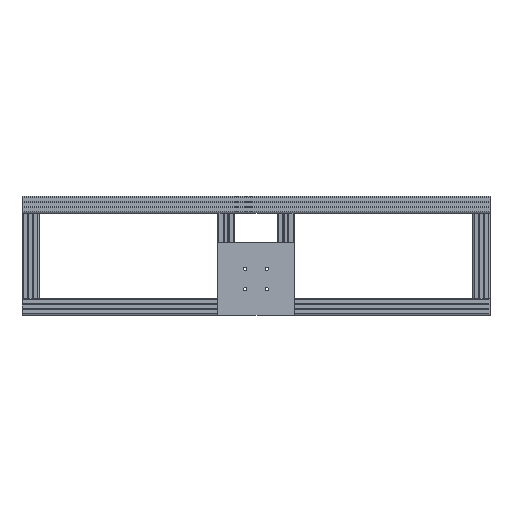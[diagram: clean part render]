
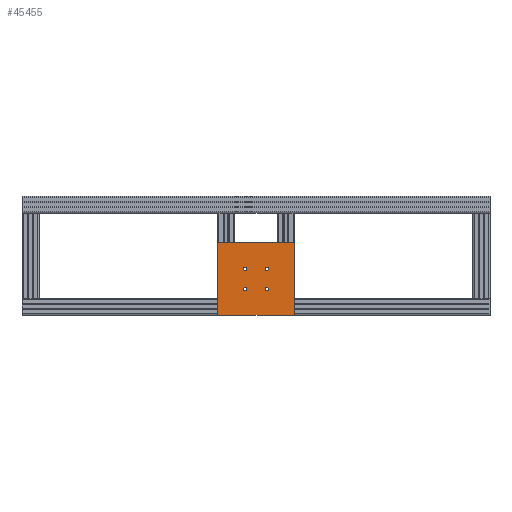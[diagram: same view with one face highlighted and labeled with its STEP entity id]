
A CAD part, front view. The second image highlights one B-rep face of the part: STEP entity #45455.
In plain terms, the highlighted planar face has unit normal (0, -1, 0).
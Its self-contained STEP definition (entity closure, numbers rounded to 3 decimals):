
#15=FACE_BOUND('',#3708,.T.);
#16=FACE_BOUND('',#3709,.T.);
#17=FACE_BOUND('',#3710,.T.);
#18=FACE_BOUND('',#3711,.T.);
#159=CIRCLE('',#47940,2.);
#161=CIRCLE('',#47943,2.);
#163=CIRCLE('',#47946,2.);
#165=CIRCLE('',#47949,2.);
#1229=FACE_OUTER_BOUND('',#3707,.T.);
#3707=EDGE_LOOP('',(#29791,#29792,#29793,#29794));
#3708=EDGE_LOOP('',(#29795));
#3709=EDGE_LOOP('',(#29796));
#3710=EDGE_LOOP('',(#29797));
#3711=EDGE_LOOP('',(#29798));
#6375=LINE('',#63741,#12513);
#6387=LINE('',#63765,#12525);
#6394=LINE('',#63778,#12532);
#6396=LINE('',#63782,#12534);
#12513=VECTOR('',#51239,10.);
#12525=VECTOR('',#51253,10.);
#12532=VECTOR('',#51262,10.);
#12534=VECTOR('',#51266,10.);
#18621=VERTEX_POINT('',#63711);
#18623=VERTEX_POINT('',#63717);
#18625=VERTEX_POINT('',#63723);
#18627=VERTEX_POINT('',#63729);
#18631=VERTEX_POINT('',#63738);
#18632=VERTEX_POINT('',#63740);
#18643=VERTEX_POINT('',#63763);
#18648=VERTEX_POINT('',#63776);
#22873=EDGE_CURVE('',#18621,#18621,#159,.T.);
#22876=EDGE_CURVE('',#18623,#18623,#161,.T.);
#22879=EDGE_CURVE('',#18625,#18625,#163,.T.);
#22882=EDGE_CURVE('',#18627,#18627,#165,.T.);
#22887=EDGE_CURVE('',#18631,#18632,#6375,.T.);
#22899=EDGE_CURVE('',#18643,#18631,#6387,.T.);
#22906=EDGE_CURVE('',#18648,#18643,#6394,.T.);
#22908=EDGE_CURVE('',#18632,#18648,#6396,.T.);
#29791=ORIENTED_EDGE('',*,*,#22908,.F.);
#29792=ORIENTED_EDGE('',*,*,#22887,.F.);
#29793=ORIENTED_EDGE('',*,*,#22899,.F.);
#29794=ORIENTED_EDGE('',*,*,#22906,.F.);
#29795=ORIENTED_EDGE('',*,*,#22882,.F.);
#29796=ORIENTED_EDGE('',*,*,#22879,.F.);
#29797=ORIENTED_EDGE('',*,*,#22876,.F.);
#29798=ORIENTED_EDGE('',*,*,#22873,.F.);
#43319=PLANE('',#47955);
#45455=ADVANCED_FACE('',(#1229,#15,#16,#17,#18),#43319,.F.);
#47940=AXIS2_PLACEMENT_3D('',#63712,#51209,#51210);
#47943=AXIS2_PLACEMENT_3D('',#63718,#51216,#51217);
#47946=AXIS2_PLACEMENT_3D('',#63724,#51223,#51224);
#47949=AXIS2_PLACEMENT_3D('',#63730,#51230,#51231);
#47955=AXIS2_PLACEMENT_3D('',#63790,#51271,#51272);
#51209=DIRECTION('center_axis',(0.,-1.,0.));
#51210=DIRECTION('ref_axis',(-1.,0.,0.));
#51216=DIRECTION('center_axis',(0.,-1.,0.));
#51217=DIRECTION('ref_axis',(-1.,0.,0.));
#51223=DIRECTION('center_axis',(0.,-1.,0.));
#51224=DIRECTION('ref_axis',(-1.,0.,0.));
#51230=DIRECTION('center_axis',(0.,-1.,0.));
#51231=DIRECTION('ref_axis',(-1.,0.,0.));
#51239=DIRECTION('',(1.,0.,0.));
#51253=DIRECTION('',(0.,0.,1.));
#51262=DIRECTION('',(-1.,0.,0.));
#51266=DIRECTION('',(0.,0.,-1.));
#51271=DIRECTION('center_axis',(0.,1.,0.));
#51272=DIRECTION('ref_axis',(-1.,0.,0.));
#63711=CARTESIAN_POINT('',(-219.529,-23.,-60.965));
#63712=CARTESIAN_POINT('Origin',(-221.529,-23.,-60.965));
#63717=CARTESIAN_POINT('',(-244.974,-23.,-36.933));
#63718=CARTESIAN_POINT('Origin',(-246.974,-23.,-36.933));
#63723=CARTESIAN_POINT('',(-244.974,-23.,-60.965));
#63724=CARTESIAN_POINT('Origin',(-246.974,-23.,-60.965));
#63729=CARTESIAN_POINT('',(-219.529,-23.,-36.933));
#63730=CARTESIAN_POINT('Origin',(-221.529,-23.,-36.933));
#63738=CARTESIAN_POINT('',(-279.252,-23.,-6.449));
#63740=CARTESIAN_POINT('',(-189.252,-23.,-6.449));
#63741=CARTESIAN_POINT('',(-279.252,-23.,-6.449));
#63763=CARTESIAN_POINT('',(-279.252,-23.,-91.449));
#63765=CARTESIAN_POINT('',(-279.252,-23.,-91.449));
#63776=CARTESIAN_POINT('',(-189.252,-23.,-91.449));
#63778=CARTESIAN_POINT('',(-189.252,-23.,-91.449));
#63782=CARTESIAN_POINT('',(-189.252,-23.,-6.449));
#63790=CARTESIAN_POINT('Origin',(-234.252,-23.,-48.949));
